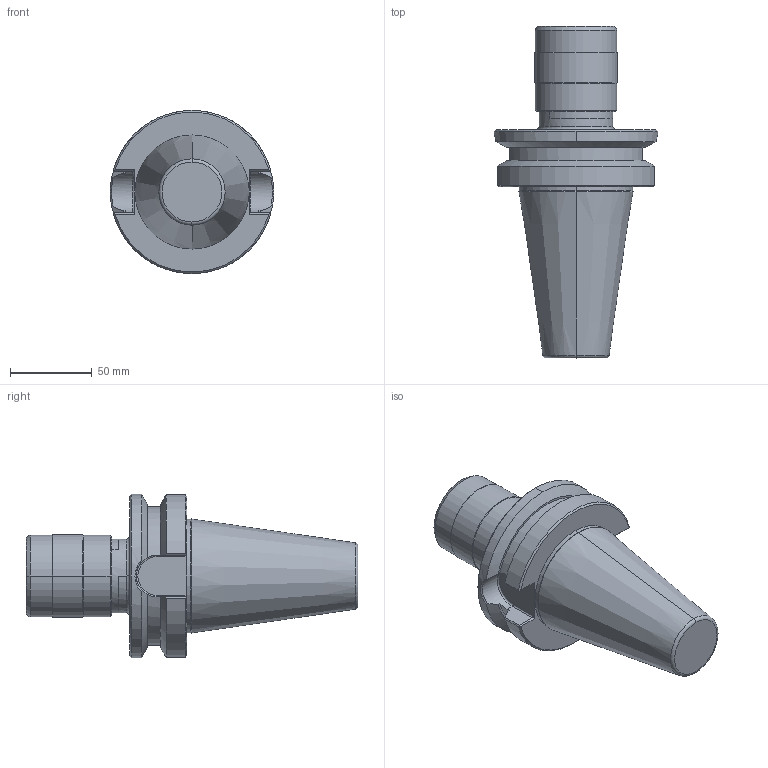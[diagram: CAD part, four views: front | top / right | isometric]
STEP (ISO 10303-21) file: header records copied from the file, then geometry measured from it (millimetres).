
FILE_DESCRIPTION((''),'2;1');
FILE_NAME('21680-50BT_SW0001','2021-06-10T09:43:59',('046'),(''),'CREO PARAMETRIC BY PTC INC, 2019352','CREO PARAMETRIC BY PTC INC, 2019352','');
FILE_SCHEMA(('CONFIG_CONTROL_DESIGN'));
Length unit declared in the file: millimetre
Products named in the file (1): 21680-50BT_SW0001
Bounding box: 100 x 203.3 x 100 mm (x, y, z)
Volume: 615283.9 mm3; surface area: 55227 mm2
Topology: 1 solids, 1 shells, 78 faces, 192 edges, 120 vertices
Faces by surface type: cylinder 24, plane 24, cone 20, torus 8, bspline 2
Entity records: 2705 total; most frequent: CARTESIAN_POINT 835, DIRECTION 384, ORIENTED_EDGE 384, EDGE_CURVE 192, AXIS2_PLACEMENT_3D 152, VERTEX_POINT 120, EDGE_LOOP 82, VECTOR 80
